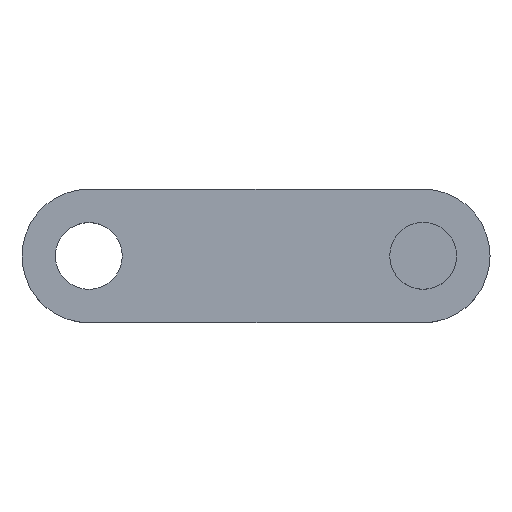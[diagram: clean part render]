
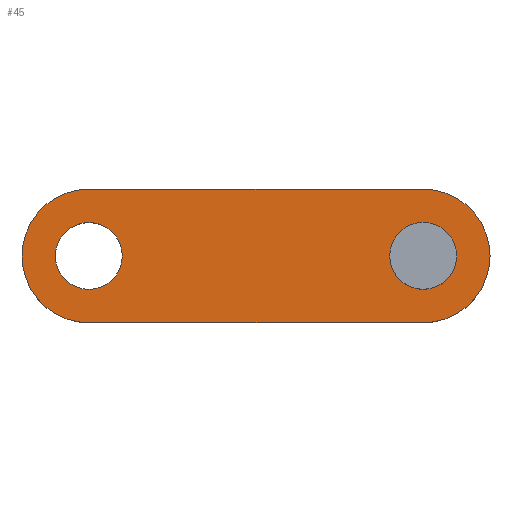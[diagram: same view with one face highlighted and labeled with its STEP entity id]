
A CAD part, top view. The second image highlights one B-rep face of the part: STEP entity #45.
In plain terms, the highlighted planar face has unit normal (0, 0, 1).
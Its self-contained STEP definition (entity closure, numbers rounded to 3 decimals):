
#3 = FACE_OUTER_BOUND ( 'NONE', #208, .T. ) ;
#12 = EDGE_LOOP ( 'NONE', ( #233, #84 ) ) ;
#21 = ORIENTED_EDGE ( 'NONE', *, *, #363, .T. ) ;
#35 = VERTEX_POINT ( 'NONE', #130 ) ;
#38 = CARTESIAN_POINT ( 'NONE',  ( 20., -40., 30. ) ) ;
#43 = LINE ( 'NONE', #282, #430 ) ;
#45 = ADVANCED_FACE ( 'NONE', ( #200, #3, #214 ), #148, .T. ) ;
#53 = DIRECTION ( 'NONE',  ( 1., 0., 0. ) ) ;
#61 = CARTESIAN_POINT ( 'NONE',  ( 0., -40., 30. ) ) ;
#66 = CARTESIAN_POINT ( 'NONE',  ( -40., -40., 30. ) ) ;
#69 = CIRCLE ( 'NONE', #312, 40. ) ;
#71 = DIRECTION ( 'NONE',  ( 0., 0., 1. ) ) ;
#72 = ORIENTED_EDGE ( 'NONE', *, *, #280, .T. ) ;
#79 = DIRECTION ( 'NONE',  ( 1., 0., 0. ) ) ;
#84 = ORIENTED_EDGE ( 'NONE', *, *, #223, .F. ) ;
#90 = AXIS2_PLACEMENT_3D ( 'NONE', #125, #227, #222 ) ;
#92 = CARTESIAN_POINT ( 'NONE',  ( 200., -40., 30. ) ) ;
#94 = CIRCLE ( 'NONE', #232, 40. ) ;
#109 = CIRCLE ( 'NONE', #256, 40. ) ;
#116 = DIRECTION ( 'NONE',  ( 0., 0., 1. ) ) ;
#119 = CIRCLE ( 'NONE', #90, 20. ) ;
#125 = CARTESIAN_POINT ( 'NONE',  ( 200., -40., 30. ) ) ;
#130 = CARTESIAN_POINT ( 'NONE',  ( 220., -40., 30. ) ) ;
#133 = CARTESIAN_POINT ( 'NONE',  ( 0., 0., 30. ) ) ;
#136 = CIRCLE ( 'NONE', #351, 20. ) ;
#138 = CARTESIAN_POINT ( 'NONE',  ( 0., -80., 30. ) ) ;
#140 = EDGE_CURVE ( 'NONE', #281, #388, #43, .T. ) ;
#148 = PLANE ( 'NONE',  #166 ) ;
#153 = DIRECTION ( 'NONE',  ( -1., 0., 0. ) ) ;
#159 = DIRECTION ( 'NONE',  ( 1., 0., 0. ) ) ;
#161 = AXIS2_PLACEMENT_3D ( 'NONE', #92, #116, #159 ) ;
#164 = DIRECTION ( 'NONE',  ( 0., 0., 1. ) ) ;
#166 = AXIS2_PLACEMENT_3D ( 'NONE', #416, #319, #349 ) ;
#171 = ORIENTED_EDGE ( 'NONE', *, *, #366, .T. ) ;
#173 = ORIENTED_EDGE ( 'NONE', *, *, #140, .T. ) ;
#190 = EDGE_CURVE ( 'NONE', #357, #400, #136, .T. ) ;
#193 = DIRECTION ( 'NONE',  ( 1., 0., 0. ) ) ;
#197 = CARTESIAN_POINT ( 'NONE',  ( 180., -40., 30. ) ) ;
#200 = FACE_BOUND ( 'NONE', #12, .T. ) ;
#208 = EDGE_LOOP ( 'NONE', ( #171, #21, #72, #317, #173 ) ) ;
#213 = AXIS2_PLACEMENT_3D ( 'NONE', #426, #164, #365 ) ;
#214 = FACE_BOUND ( 'NONE', #338, .T. ) ;
#219 = ORIENTED_EDGE ( 'NONE', *, *, #301, .F. ) ;
#222 = DIRECTION ( 'NONE',  ( 1., 0., 0. ) ) ;
#223 = EDGE_CURVE ( 'NONE', #35, #391, #411, .T. ) ;
#225 = CARTESIAN_POINT ( 'NONE',  ( 0., -80., 30. ) ) ;
#227 = DIRECTION ( 'NONE',  ( 0., 0., 1. ) ) ;
#232 = AXIS2_PLACEMENT_3D ( 'NONE', #272, #71, #303 ) ;
#233 = ORIENTED_EDGE ( 'NONE', *, *, #325, .F. ) ;
#256 = AXIS2_PLACEMENT_3D ( 'NONE', #356, #324, #53 ) ;
#270 = CIRCLE ( 'NONE', #213, 20. ) ;
#272 = CARTESIAN_POINT ( 'NONE',  ( 200., -40., 30. ) ) ;
#280 = EDGE_CURVE ( 'NONE', #410, #284, #290, .T. ) ;
#281 = VERTEX_POINT ( 'NONE', #393 ) ;
#282 = CARTESIAN_POINT ( 'NONE',  ( 0., 0., 30. ) ) ;
#283 = DIRECTION ( 'NONE',  ( 1., 0., 0. ) ) ;
#284 = VERTEX_POINT ( 'NONE', #427 ) ;
#289 = DIRECTION ( 'NONE',  ( 0., 0., 1. ) ) ;
#290 = LINE ( 'NONE', #225, #368 ) ;
#301 = EDGE_CURVE ( 'NONE', #400, #357, #270, .T. ) ;
#303 = DIRECTION ( 'NONE',  ( 1., 0., 0. ) ) ;
#312 = AXIS2_PLACEMENT_3D ( 'NONE', #61, #289, #193 ) ;
#317 = ORIENTED_EDGE ( 'NONE', *, *, #413, .T. ) ;
#319 = DIRECTION ( 'NONE',  ( 0., 0., 1. ) ) ;
#324 = DIRECTION ( 'NONE',  ( 0., 0., 1. ) ) ;
#325 = EDGE_CURVE ( 'NONE', #391, #35, #119, .T. ) ;
#338 = EDGE_LOOP ( 'NONE', ( #350, #219 ) ) ;
#349 = DIRECTION ( 'NONE',  ( 1., 0., 0. ) ) ;
#350 = ORIENTED_EDGE ( 'NONE', *, *, #190, .F. ) ;
#351 = AXIS2_PLACEMENT_3D ( 'NONE', #359, #383, #79 ) ;
#356 = CARTESIAN_POINT ( 'NONE',  ( 0., -40., 30. ) ) ;
#357 = VERTEX_POINT ( 'NONE', #417 ) ;
#359 = CARTESIAN_POINT ( 'NONE',  ( 0., -40., 30. ) ) ;
#363 = EDGE_CURVE ( 'NONE', #414, #410, #109, .T. ) ;
#365 = DIRECTION ( 'NONE',  ( 1., 0., 0. ) ) ;
#366 = EDGE_CURVE ( 'NONE', #388, #414, #69, .T. ) ;
#368 = VECTOR ( 'NONE', #283, 1000. ) ;
#383 = DIRECTION ( 'NONE',  ( 0., 0., 1. ) ) ;
#388 = VERTEX_POINT ( 'NONE', #133 ) ;
#391 = VERTEX_POINT ( 'NONE', #197 ) ;
#393 = CARTESIAN_POINT ( 'NONE',  ( 200., 0., 30. ) ) ;
#400 = VERTEX_POINT ( 'NONE', #38 ) ;
#410 = VERTEX_POINT ( 'NONE', #138 ) ;
#411 = CIRCLE ( 'NONE', #161, 20. ) ;
#413 = EDGE_CURVE ( 'NONE', #284, #281, #94, .T. ) ;
#414 = VERTEX_POINT ( 'NONE', #66 ) ;
#416 = CARTESIAN_POINT ( 'NONE',  ( 0., -40., 30. ) ) ;
#417 = CARTESIAN_POINT ( 'NONE',  ( -20., -40., 30. ) ) ;
#426 = CARTESIAN_POINT ( 'NONE',  ( 0., -40., 30. ) ) ;
#427 = CARTESIAN_POINT ( 'NONE',  ( 200., -80., 30. ) ) ;
#430 = VECTOR ( 'NONE', #153, 1000. ) ;
